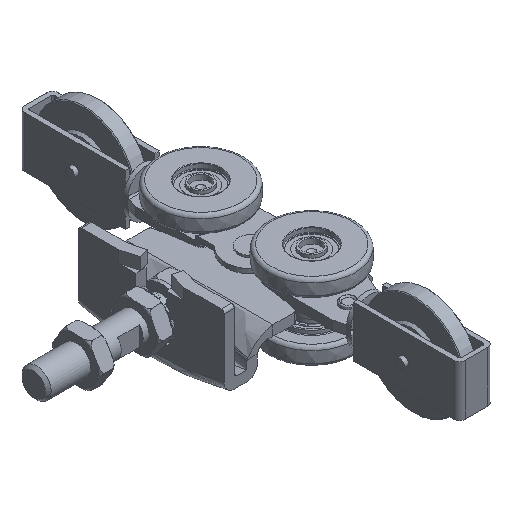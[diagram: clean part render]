
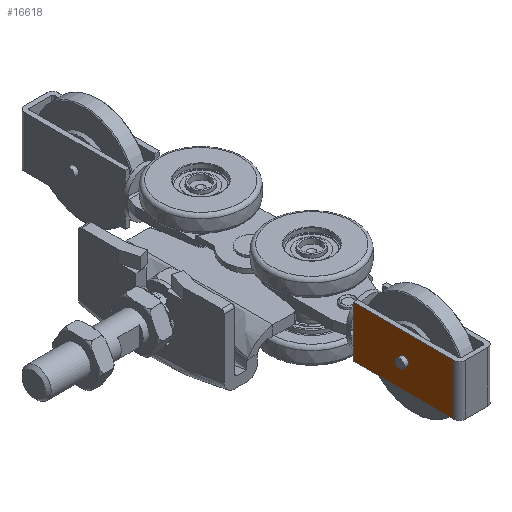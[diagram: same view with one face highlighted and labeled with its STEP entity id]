
A CAD part, isometric view. The second image highlights one B-rep face of the part: STEP entity #16618.
In plain terms, the highlighted planar face has unit normal (-1, 0, 0).
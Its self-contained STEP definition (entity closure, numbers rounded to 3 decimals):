
#1412=LINE('',#29125,#2346);
#1416=LINE('',#29132,#2350);
#1419=LINE('',#29140,#2353);
#1426=LINE('',#29163,#2360);
#1434=LINE('',#29186,#2368);
#1435=LINE('',#29187,#2369);
#1436=LINE('',#29188,#2370);
#1437=LINE('',#29189,#2371);
#2346=VECTOR('',#22030,6.767);
#2350=VECTOR('',#22040,6.767);
#2353=VECTOR('',#22047,69.);
#2360=VECTOR('',#22064,69.);
#2368=VECTOR('',#22082,8.733);
#2369=VECTOR('',#22083,4.);
#2370=VECTOR('',#22084,8.733);
#2371=VECTOR('',#22085,35.);
#3165=PLANE('',#18244);
#3583=FACE_BOUND('',#5612,.T.);
#4377=FACE_OUTER_BOUND('',#5611,.T.);
#5611=EDGE_LOOP('',(#13902,#13903,#13904,#13905,#13906,#13907,#13908,#13909));
#5612=EDGE_LOOP('',(#13910));
#6423=CIRCLE('',#17844,3.);
#7292=VERTEX_POINT('',#25933);
#7433=VERTEX_POINT('',#26333);
#7618=VERTEX_POINT('',#27437);
#7829=VERTEX_POINT('',#28356);
#7895=VERTEX_POINT('',#29007);
#7920=VERTEX_POINT('',#29136);
#7922=VERTEX_POINT('',#29139);
#7932=VERTEX_POINT('',#29161);
#7933=VERTEX_POINT('',#29162);
#9079=EDGE_CURVE('',#7292,#7292,#6423,.T.);
#9954=EDGE_CURVE('',#7433,#7895,#1412,.T.);
#9958=EDGE_CURVE('',#7618,#7829,#1416,.T.);
#9961=EDGE_CURVE('',#7922,#7920,#1419,.T.);
#9972=EDGE_CURVE('',#7932,#7933,#1426,.T.);
#9984=EDGE_CURVE('',#7829,#7920,#1434,.T.);
#9985=EDGE_CURVE('',#7895,#7618,#1435,.T.);
#9986=EDGE_CURVE('',#7932,#7433,#1436,.T.);
#9987=EDGE_CURVE('',#7933,#7922,#1437,.T.);
#13902=ORIENTED_EDGE('',*,*,#9961,.T.);
#13903=ORIENTED_EDGE('',*,*,#9984,.F.);
#13904=ORIENTED_EDGE('',*,*,#9958,.F.);
#13905=ORIENTED_EDGE('',*,*,#9985,.F.);
#13906=ORIENTED_EDGE('',*,*,#9954,.F.);
#13907=ORIENTED_EDGE('',*,*,#9986,.F.);
#13908=ORIENTED_EDGE('',*,*,#9972,.T.);
#13909=ORIENTED_EDGE('',*,*,#9987,.T.);
#13910=ORIENTED_EDGE('',*,*,#9079,.T.);
#16618=ADVANCED_FACE('',(#4377,#3583),#3165,.T.);
#17844=AXIS2_PLACEMENT_3D('',#25934,#20818,#20819);
#18244=AXIS2_PLACEMENT_3D('',#29185,#22080,#22081);
#20818=DIRECTION('center_axis',(1.,0.,0.));
#20819=DIRECTION('ref_axis',(0.,0.,
-1.));
#22030=DIRECTION('',(0.,0.,1.));
#22040=DIRECTION('',(0.,0.,1.));
#22047=DIRECTION('',(0.,1.,0.));
#22064=DIRECTION('',(0.,-1.,0.));
#22080=DIRECTION('center_axis',(-1.,0.,0.));
#22081=DIRECTION('ref_axis',(0.,0.,1.));
#22082=DIRECTION('',(0.,0.,1.));
#22083=DIRECTION('',(0.,0.,1.));
#22084=DIRECTION('',(0.,0.,1.));
#22085=DIRECTION('',(0.,0.,1.));
#25933=CARTESIAN_POINT('',(-8.7,-113.,3.));
#25934=CARTESIAN_POINT('Origin',(-8.7,-113.,0.));
#26333=CARTESIAN_POINT('',(-8.7,-78.,-8.767));
#27437=CARTESIAN_POINT('',(-8.7,-78.,2.));
#28356=CARTESIAN_POINT('',(-8.7,-78.,8.767));
#29007=CARTESIAN_POINT('',(-8.7,-78.,-2.));
#29125=CARTESIAN_POINT('',(-8.7,-78.,-8.8));
#29132=CARTESIAN_POINT('',(-8.7,-78.,-8.75));
#29136=CARTESIAN_POINT('',(-8.7,-78.,17.5));
#29139=CARTESIAN_POINT('',(-8.7,-147.,17.5));
#29140=CARTESIAN_POINT('',(-8.7,-78.,17.5));
#29161=CARTESIAN_POINT('',(-8.7,-78.,-17.5));
#29162=CARTESIAN_POINT('',(-8.7,-147.,-17.5));
#29163=CARTESIAN_POINT('',(-8.7,-78.,-17.5));
#29185=CARTESIAN_POINT('Origin',(-8.7,-147.,-17.5));
#29186=CARTESIAN_POINT('',(-8.7,-78.,-17.5));
#29187=CARTESIAN_POINT('',(-8.7,-78.,-17.5));
#29188=CARTESIAN_POINT('',(-8.7,-78.,-17.5));
#29189=CARTESIAN_POINT('',(-8.7,-147.,-17.5));
